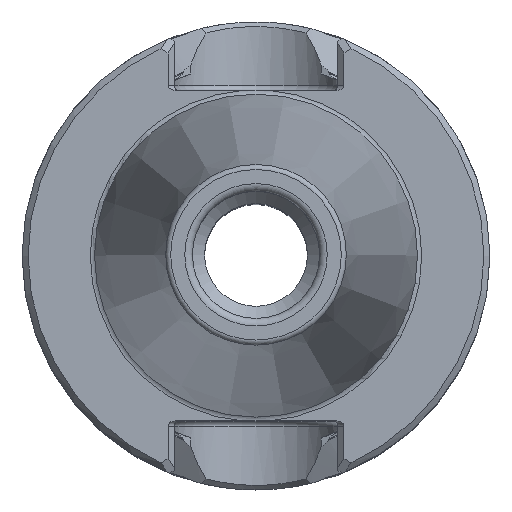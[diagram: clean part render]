
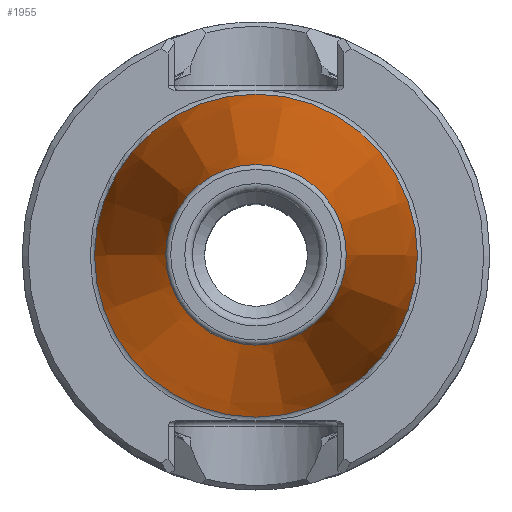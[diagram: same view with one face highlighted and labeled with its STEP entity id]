
A CAD part, top view. The second image highlights one B-rep face of the part: STEP entity #1955.
In plain terms, the highlighted conical face has half-angle 8.297 degrees and reference radius 8.879 mm.
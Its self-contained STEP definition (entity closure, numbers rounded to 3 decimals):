
#261=CONICAL_SURFACE('',#2056,8.879,0.145);
#284=ORIENTED_EDGE('',*,*,#680,.T.);
#285=ORIENTED_EDGE('',*,*,#679,.F.);
#679=EDGE_CURVE('',#878,#878,#1017,.T.);
#680=EDGE_CURVE('',#879,#879,#1018,.T.);
#878=VERTEX_POINT('',#2599);
#879=VERTEX_POINT('',#2602);
#1017=CIRCLE('',#2055,8.879);
#1018=CIRCLE('',#2057,15.876);
#1077=EDGE_LOOP('',(#284));
#1078=EDGE_LOOP('',(#285));
#1193=FACE_BOUND('',#1077,.T.);
#1194=FACE_BOUND('',#1078,.T.);
#1955=ADVANCED_FACE('',(#1193,#1194),#261,.T.);
#2055=AXIS2_PLACEMENT_3D('',#2598,#2228,#2229);
#2056=AXIS2_PLACEMENT_3D('',#2600,#2230,#2231);
#2057=AXIS2_PLACEMENT_3D('',#2601,#2232,#2233);
#2228=DIRECTION('',(0.,0.,1.));
#2229=DIRECTION('',(1.,0.,0.));
#2230=DIRECTION('',(0.,0.,-1.));
#2231=DIRECTION('',(-1.,0.,0.));
#2232=DIRECTION('',(0.,0.,1.));
#2233=DIRECTION('',(1.,0.,0.));
#2598=CARTESIAN_POINT('',(0.,0.,47.972));
#2599=CARTESIAN_POINT('',(8.879,0.,47.972));
#2600=CARTESIAN_POINT('',(0.,0.,47.972));
#2601=CARTESIAN_POINT('',(0.,0.,-0.009));
#2602=CARTESIAN_POINT('',(15.876,0.,-0.009));
